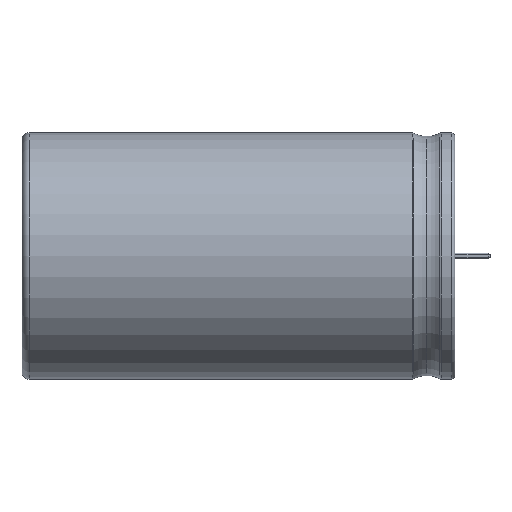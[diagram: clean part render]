
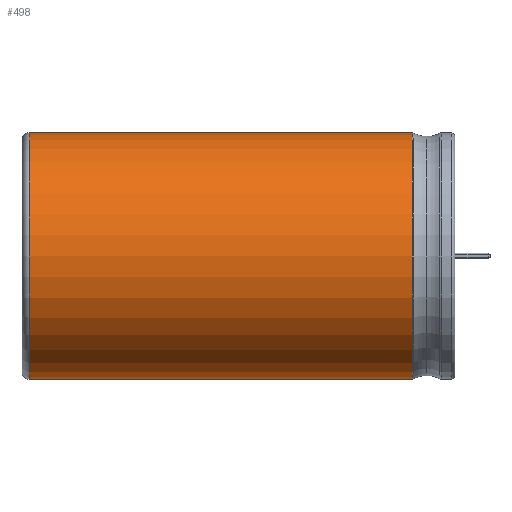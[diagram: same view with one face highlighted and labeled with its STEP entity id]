
A CAD part, left-side view. The second image highlights one B-rep face of the part: STEP entity #498.
In plain terms, the highlighted cylindrical face has radius 17.5 mm (diameter 35 mm), a partial arc.
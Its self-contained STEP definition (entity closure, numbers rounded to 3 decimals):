
#6 = CARTESIAN_POINT ( 'NONE',  ( 0., -15.506, 17.5 ) ) ;
#32 = CARTESIAN_POINT ( 'NONE',  ( 0., 60.5, 17.5 ) ) ;
#110 = ORIENTED_EDGE ( 'NONE', *, *, #645, .F. ) ;
#114 = ORIENTED_EDGE ( 'NONE', *, *, #1111, .T. ) ;
#133 = VERTEX_POINT ( 'NONE', #946 ) ;
#229 = AXIS2_PLACEMENT_3D ( 'NONE', #1978, #570, #1967 ) ;
#245 = VERTEX_POINT ( 'NONE', #2538 ) ;
#277 = LINE ( 'NONE', #1295, #456 ) ;
#377 = DIRECTION ( 'NONE',  ( 0., -1., 0. ) ) ;
#419 = CYLINDRICAL_SURFACE ( 'NONE', #3037, 17.5 ) ;
#456 = VECTOR ( 'NONE', #2293, 1000. ) ;
#486 = DIRECTION ( 'NONE',  ( 0., -1., 0. ) ) ;
#498 = ADVANCED_FACE ( 'NONE', ( #1646 ), #419, .T. ) ;
#570 = DIRECTION ( 'NONE',  ( 0., -1., 0. ) ) ;
#645 = EDGE_CURVE ( 'NONE', #2671, #133, #2549, .T. ) ;
#914 = CARTESIAN_POINT ( 'NONE',  ( 0., -15.506, 0. ) ) ;
#946 = CARTESIAN_POINT ( 'NONE',  ( 0., 6.062, 17.5 ) ) ;
#973 = EDGE_CURVE ( 'NONE', #133, #1776, #2504, .T. ) ;
#996 = EDGE_CURVE ( 'NONE', #245, #1776, #277, .T. ) ;
#1084 = AXIS2_PLACEMENT_3D ( 'NONE', #2270, #2964, #1308 ) ;
#1102 = VECTOR ( 'NONE', #486, 1000. ) ;
#1111 = EDGE_CURVE ( 'NONE', #2671, #245, #2175, .T. ) ;
#1295 = CARTESIAN_POINT ( 'NONE',  ( 0., -15.506, -17.5 ) ) ;
#1308 = DIRECTION ( 'NONE',  ( 0., 0., -1. ) ) ;
#1646 = FACE_OUTER_BOUND ( 'NONE', #1791, .T. ) ;
#1651 = ORIENTED_EDGE ( 'NONE', *, *, #996, .T. ) ;
#1776 = VERTEX_POINT ( 'NONE', #3025 ) ;
#1791 = EDGE_LOOP ( 'NONE', ( #110, #114, #1651, #1972 ) ) ;
#1967 = DIRECTION ( 'NONE',  ( 0., 0., -1. ) ) ;
#1972 = ORIENTED_EDGE ( 'NONE', *, *, #973, .F. ) ;
#1978 = CARTESIAN_POINT ( 'NONE',  ( 0., 60.5, 0. ) ) ;
#2118 = DIRECTION ( 'NONE',  ( 0., 0., -1. ) ) ;
#2175 = CIRCLE ( 'NONE', #229, 17.5 ) ;
#2270 = CARTESIAN_POINT ( 'NONE',  ( 0., 6.062, 0. ) ) ;
#2293 = DIRECTION ( 'NONE',  ( 0., -1., 0. ) ) ;
#2504 = CIRCLE ( 'NONE', #1084, 17.5 ) ;
#2538 = CARTESIAN_POINT ( 'NONE',  ( 0., 60.5, -17.5 ) ) ;
#2549 = LINE ( 'NONE', #6, #1102 ) ;
#2671 = VERTEX_POINT ( 'NONE', #32 ) ;
#2964 = DIRECTION ( 'NONE',  ( 0., -1., 0. ) ) ;
#3025 = CARTESIAN_POINT ( 'NONE',  ( 0., 6.062, -17.5 ) ) ;
#3037 = AXIS2_PLACEMENT_3D ( 'NONE', #914, #377, #2118 ) ;
